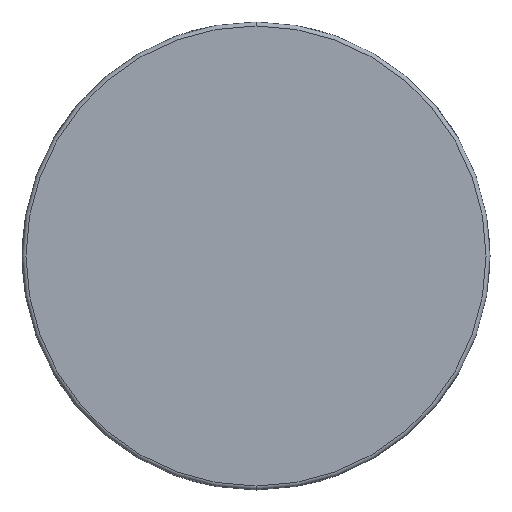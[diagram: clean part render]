
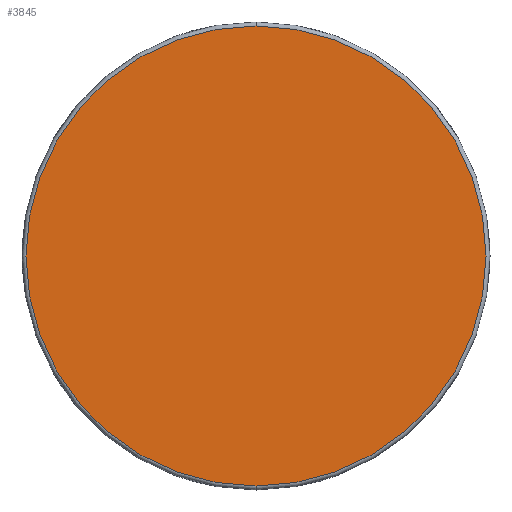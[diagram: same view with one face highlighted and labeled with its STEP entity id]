
A CAD part, front view. The second image highlights one B-rep face of the part: STEP entity #3845.
In plain terms, the highlighted planar face has unit normal (0, -1, 0).
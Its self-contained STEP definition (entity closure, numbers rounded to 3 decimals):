
#1035 = DIRECTION ( 'NONE',  ( 0., 0., 1. ) ) ;
#1045 = CARTESIAN_POINT ( 'NONE',  ( 0., 0., -58. ) ) ;
#2453 = VERTEX_POINT ( 'NONE', #6808 ) ;
#2530 = CARTESIAN_POINT ( 'NONE',  ( 0., 0., 0. ) ) ;
#2708 = CARTESIAN_POINT ( 'NONE',  ( 0., 0., 0. ) ) ;
#3845 = ADVANCED_FACE ( 'NONE', ( #7980 ), #7932, .F. ) ;
#4269 = ORIENTED_EDGE ( 'NONE', *, *, #10725, .T. ) ;
#4843 = AXIS2_PLACEMENT_3D ( 'NONE', #7661, #6795, #10325 ) ;
#4946 = EDGE_LOOP ( 'NONE', ( #9726, #4269 ) ) ;
#5196 = DIRECTION ( 'NONE',  ( 0., -1., 0. ) ) ;
#5218 = EDGE_CURVE ( 'NONE', #2453, #8578, #6775, .T. ) ;
#5852 = AXIS2_PLACEMENT_3D ( 'NONE', #2530, #5196, #8610 ) ;
#6439 = AXIS2_PLACEMENT_3D ( 'NONE', #2708, #11475, #1035 ) ;
#6775 = CIRCLE ( 'NONE', #5852, 58. ) ;
#6795 = DIRECTION ( 'NONE',  ( 0., -1., 0. ) ) ;
#6808 = CARTESIAN_POINT ( 'NONE',  ( 0., 0., 58. ) ) ;
#7048 = CIRCLE ( 'NONE', #4843, 58. ) ;
#7661 = CARTESIAN_POINT ( 'NONE',  ( 0., 0., 0. ) ) ;
#7932 = PLANE ( 'NONE',  #6439 ) ;
#7980 = FACE_OUTER_BOUND ( 'NONE', #4946, .T. ) ;
#8578 = VERTEX_POINT ( 'NONE', #1045 ) ;
#8610 = DIRECTION ( 'NONE',  ( 0., 0., 1. ) ) ;
#9726 = ORIENTED_EDGE ( 'NONE', *, *, #5218, .T. ) ;
#10325 = DIRECTION ( 'NONE',  ( 0., 0., 1. ) ) ;
#10725 = EDGE_CURVE ( 'NONE', #8578, #2453, #7048, .T. ) ;
#11475 = DIRECTION ( 'NONE',  ( 0., 1., 0. ) ) ;
